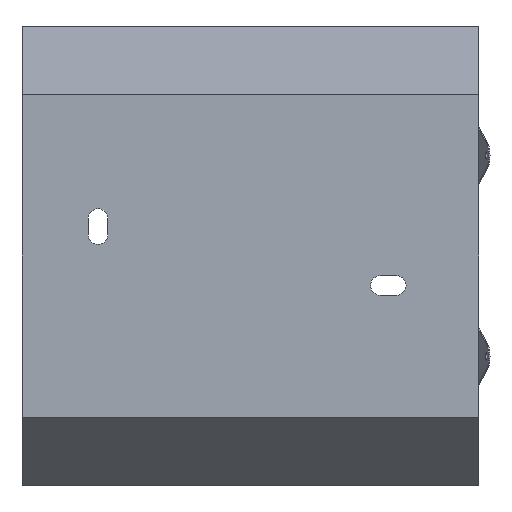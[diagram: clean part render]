
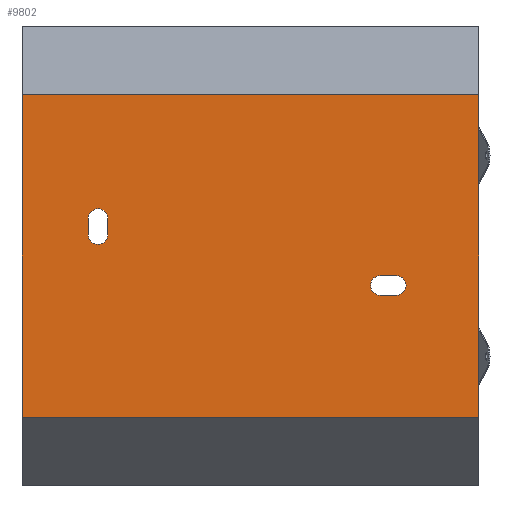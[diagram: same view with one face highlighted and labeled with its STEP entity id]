
A CAD part, front view. The second image highlights one B-rep face of the part: STEP entity #9802.
In plain terms, the highlighted planar face has unit normal (0, -1, 0).
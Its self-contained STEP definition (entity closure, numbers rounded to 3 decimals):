
#36 = VERTEX_POINT ( 'NONE', #1375 ) ;
#417 = EDGE_CURVE ( 'NONE', #3109, #8509, #8059, .T. ) ;
#881 = LINE ( 'NONE', #11175, #9479 ) ;
#896 = LINE ( 'NONE', #1035, #8995 ) ;
#1035 = CARTESIAN_POINT ( 'NONE',  ( -35.25, 0., 0. ) ) ;
#1056 = EDGE_CURVE ( 'NONE', #7662, #8898, #10365, .T. ) ;
#1336 = EDGE_CURVE ( 'NONE', #7662, #11774, #881, .T. ) ;
#1375 = CARTESIAN_POINT ( 'NONE',  ( 20.01, 0., -3.04 ) ) ;
#1979 = DIRECTION ( 'NONE',  ( 0., 1., 0. ) ) ;
#2203 = CARTESIAN_POINT ( 'NONE',  ( 35.25, 0., 24.85 ) ) ;
#2214 = AXIS2_PLACEMENT_3D ( 'NONE', #8913, #7759, #3571 ) ;
#2501 = CIRCLE ( 'NONE', #12730, 1.5 ) ;
#2554 = VECTOR ( 'NONE', #6414, 1000. ) ;
#2769 = ORIENTED_EDGE ( 'NONE', *, *, #13800, .F. ) ;
#2837 = VERTEX_POINT ( 'NONE', #3347 ) ;
#2860 = PLANE ( 'NONE',  #12360 ) ;
#3109 = VERTEX_POINT ( 'NONE', #11315 ) ;
#3113 = LINE ( 'NONE', #13688, #6975 ) ;
#3222 = EDGE_CURVE ( 'NONE', #36, #5066, #3113, .T. ) ;
#3226 = CIRCLE ( 'NONE', #5180, 1.5 ) ;
#3347 = CARTESIAN_POINT ( 'NONE',  ( -35.25, 0., -24.85 ) ) ;
#3550 = CARTESIAN_POINT ( 'NONE',  ( 22.51, 0., -6.04 ) ) ;
#3571 = DIRECTION ( 'NONE',  ( 0., 0., 1. ) ) ;
#3688 = CARTESIAN_POINT ( 'NONE',  ( 35.25, 0., -24.85 ) ) ;
#3730 = DIRECTION ( 'NONE',  ( -1., 0., 0. ) ) ;
#3777 = ORIENTED_EDGE ( 'NONE', *, *, #4380, .F. ) ;
#3908 = LINE ( 'NONE', #12803, #7621 ) ;
#3922 = CIRCLE ( 'NONE', #2214, 1.5 ) ;
#4033 = ORIENTED_EDGE ( 'NONE', *, *, #1336, .F. ) ;
#4160 = CARTESIAN_POINT ( 'NONE',  ( -23.52, 0., 7.29 ) ) ;
#4219 = DIRECTION ( 'NONE',  ( 0., 0., 1. ) ) ;
#4221 = CARTESIAN_POINT ( 'NONE',  ( 22.51, 0., -3.04 ) ) ;
#4380 = EDGE_CURVE ( 'NONE', #13247, #2837, #6448, .T. ) ;
#4440 = ORIENTED_EDGE ( 'NONE', *, *, #7201, .T. ) ;
#4509 = FACE_OUTER_BOUND ( 'NONE', #7370, .T. ) ;
#4571 = CARTESIAN_POINT ( 'NONE',  ( -22.02, 0., 5.79 ) ) ;
#4770 = DIRECTION ( 'NONE',  ( 1., 0., 0. ) ) ;
#4834 = ORIENTED_EDGE ( 'NONE', *, *, #3222, .T. ) ;
#4885 = CARTESIAN_POINT ( 'NONE',  ( -35.25, 0., 24.85 ) ) ;
#5066 = VERTEX_POINT ( 'NONE', #4221 ) ;
#5180 = AXIS2_PLACEMENT_3D ( 'NONE', #9546, #13730, #12602 ) ;
#5721 = VERTEX_POINT ( 'NONE', #3550 ) ;
#5855 = DIRECTION ( 'NONE',  ( 0., 1., 0. ) ) ;
#6031 = FACE_BOUND ( 'NONE', #12269, .T. ) ;
#6229 = DIRECTION ( 'NONE',  ( 0., 0., 1. ) ) ;
#6414 = DIRECTION ( 'NONE',  ( -1., 0., 0. ) ) ;
#6448 = LINE ( 'NONE', #3688, #11699 ) ;
#6517 = ORIENTED_EDGE ( 'NONE', *, *, #417, .T. ) ;
#6724 = ORIENTED_EDGE ( 'NONE', *, *, #10357, .T. ) ;
#6881 = AXIS2_PLACEMENT_3D ( 'NONE', #9534, #10530, #6229 ) ;
#6887 = CARTESIAN_POINT ( 'NONE',  ( -25.02, 0., 3.29 ) ) ;
#6961 = AXIS2_PLACEMENT_3D ( 'NONE', #7413, #1979, #9498 ) ;
#6964 = CARTESIAN_POINT ( 'NONE',  ( -23.52, 0., 5.79 ) ) ;
#6975 = VECTOR ( 'NONE', #10500, 1000. ) ;
#7201 = EDGE_CURVE ( 'NONE', #5066, #5721, #3226, .T. ) ;
#7370 = EDGE_LOOP ( 'NONE', ( #9204, #3777, #2769, #11859 ) ) ;
#7413 = CARTESIAN_POINT ( 'NONE',  ( -23.52, 0., 5.79 ) ) ;
#7551 = VECTOR ( 'NONE', #4770, 1000. ) ;
#7621 = VECTOR ( 'NONE', #4219, 1000. ) ;
#7662 = VERTEX_POINT ( 'NONE', #9485 ) ;
#7759 = DIRECTION ( 'NONE',  ( 0., 1., 0. ) ) ;
#7786 = EDGE_CURVE ( 'NONE', #12172, #8190, #13319, .T. ) ;
#8059 = CIRCLE ( 'NONE', #6961, 1.5 ) ;
#8190 = VERTEX_POINT ( 'NONE', #4885 ) ;
#8349 = VERTEX_POINT ( 'NONE', #12794 ) ;
#8509 = VERTEX_POINT ( 'NONE', #4160 ) ;
#8841 = CARTESIAN_POINT ( 'NONE',  ( 35.25, 0., -24.85 ) ) ;
#8898 = VERTEX_POINT ( 'NONE', #6887 ) ;
#8906 = FACE_BOUND ( 'NONE', #13702, .T. ) ;
#8913 = CARTESIAN_POINT ( 'NONE',  ( 20.01, 0., -4.54 ) ) ;
#8995 = VECTOR ( 'NONE', #9611, 1000. ) ;
#9204 = ORIENTED_EDGE ( 'NONE', *, *, #13647, .T. ) ;
#9449 = EDGE_CURVE ( 'NONE', #8349, #5721, #10932, .T. ) ;
#9479 = VECTOR ( 'NONE', #12219, 1000. ) ;
#9485 = CARTESIAN_POINT ( 'NONE',  ( -22.02, 0., 3.29 ) ) ;
#9498 = DIRECTION ( 'NONE',  ( 0., 0., 1. ) ) ;
#9534 = CARTESIAN_POINT ( 'NONE',  ( -23.52, 0., 3.29 ) ) ;
#9546 = CARTESIAN_POINT ( 'NONE',  ( 22.51, 0., -4.54 ) ) ;
#9611 = DIRECTION ( 'NONE',  ( 0., 0., -1. ) ) ;
#9802 = ADVANCED_FACE ( 'NONE', ( #8906, #6031, #4509 ), #2860, .F. ) ;
#10310 = ORIENTED_EDGE ( 'NONE', *, *, #9449, .F. ) ;
#10357 = EDGE_CURVE ( 'NONE', #8509, #11774, #2501, .T. ) ;
#10365 = CIRCLE ( 'NONE', #6881, 1.5 ) ;
#10500 = DIRECTION ( 'NONE',  ( 1., 0., 0. ) ) ;
#10530 = DIRECTION ( 'NONE',  ( 0., 1., 0. ) ) ;
#10626 = CARTESIAN_POINT ( 'NONE',  ( 35.25, 0., 0. ) ) ;
#10932 = LINE ( 'NONE', #11240, #7551 ) ;
#11175 = CARTESIAN_POINT ( 'NONE',  ( -22.02, 0., 0. ) ) ;
#11240 = CARTESIAN_POINT ( 'NONE',  ( 35.25, 0., -6.04 ) ) ;
#11315 = CARTESIAN_POINT ( 'NONE',  ( -25.02, 0., 5.79 ) ) ;
#11575 = ORIENTED_EDGE ( 'NONE', *, *, #13783, .T. ) ;
#11586 = ORIENTED_EDGE ( 'NONE', *, *, #1056, .T. ) ;
#11699 = VECTOR ( 'NONE', #3730, 1000. ) ;
#11774 = VERTEX_POINT ( 'NONE', #4571 ) ;
#11859 = ORIENTED_EDGE ( 'NONE', *, *, #7786, .T. ) ;
#12172 = VERTEX_POINT ( 'NONE', #12720 ) ;
#12219 = DIRECTION ( 'NONE',  ( 0., 0., 1. ) ) ;
#12269 = EDGE_LOOP ( 'NONE', ( #12445, #4834, #4440, #10310 ) ) ;
#12339 = EDGE_CURVE ( 'NONE', #8349, #36, #3922, .T. ) ;
#12356 = VECTOR ( 'NONE', #12761, 1000. ) ;
#12360 = AXIS2_PLACEMENT_3D ( 'NONE', #10626, #12779, #13052 ) ;
#12445 = ORIENTED_EDGE ( 'NONE', *, *, #12339, .T. ) ;
#12602 = DIRECTION ( 'NONE',  ( 0., 0., 1. ) ) ;
#12689 = LINE ( 'NONE', #13936, #12356 ) ;
#12720 = CARTESIAN_POINT ( 'NONE',  ( 35.25, 0., 24.85 ) ) ;
#12730 = AXIS2_PLACEMENT_3D ( 'NONE', #6964, #5855, #13339 ) ;
#12761 = DIRECTION ( 'NONE',  ( 0., 0., -1. ) ) ;
#12779 = DIRECTION ( 'NONE',  ( 0., 1., 0. ) ) ;
#12794 = CARTESIAN_POINT ( 'NONE',  ( 20.01, 0., -6.04 ) ) ;
#12803 = CARTESIAN_POINT ( 'NONE',  ( -25.02, 0., 0. ) ) ;
#13052 = DIRECTION ( 'NONE',  ( 0., 0., 1. ) ) ;
#13247 = VERTEX_POINT ( 'NONE', #8841 ) ;
#13319 = LINE ( 'NONE', #2203, #2554 ) ;
#13339 = DIRECTION ( 'NONE',  ( 0., 0., 1. ) ) ;
#13647 = EDGE_CURVE ( 'NONE', #8190, #2837, #896, .T. ) ;
#13688 = CARTESIAN_POINT ( 'NONE',  ( 35.25, 0., -3.04 ) ) ;
#13702 = EDGE_LOOP ( 'NONE', ( #11586, #11575, #6517, #6724, #4033 ) ) ;
#13730 = DIRECTION ( 'NONE',  ( 0., 1., 0. ) ) ;
#13783 = EDGE_CURVE ( 'NONE', #8898, #3109, #3908, .T. ) ;
#13800 = EDGE_CURVE ( 'NONE', #12172, #13247, #12689, .T. ) ;
#13936 = CARTESIAN_POINT ( 'NONE',  ( 35.25, 0., 0. ) ) ;
